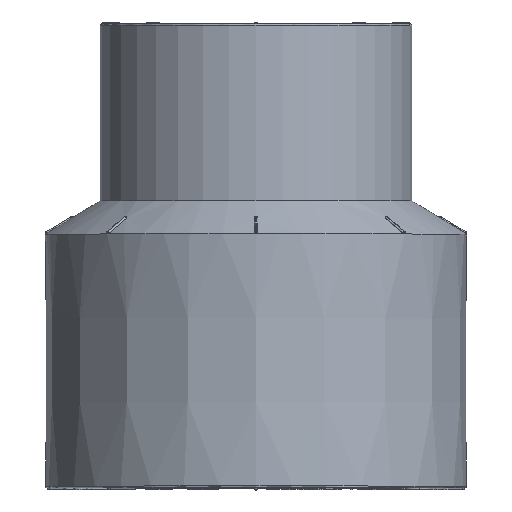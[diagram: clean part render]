
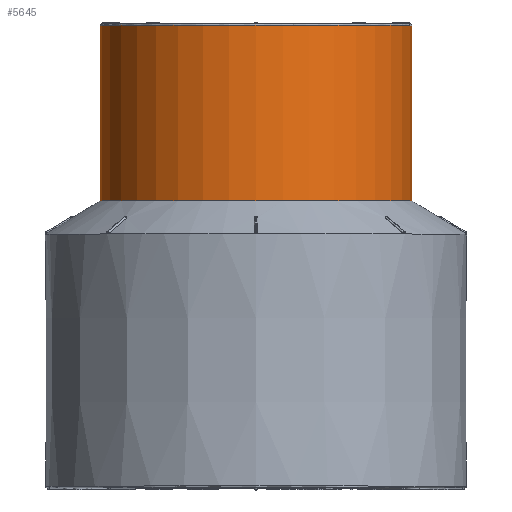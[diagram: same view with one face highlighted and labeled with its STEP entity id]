
A CAD part, top view. The second image highlights one B-rep face of the part: STEP entity #5645.
In plain terms, the highlighted cylindrical face has radius 23.35 mm (diameter 46.699 mm), a full revolution.
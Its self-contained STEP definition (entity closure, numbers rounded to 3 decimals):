
#225=CYLINDRICAL_SURFACE('',#26387,23.35);
#5645=ADVANCED_FACE('',(#9419,#9420),#225,.T.);
#9419=FACE_BOUND('',#9807,.T.);
#9420=FACE_BOUND('',#9808,.T.);
#9807=EDGE_LOOP('',(#12586));
#9808=EDGE_LOOP('',(#12587));
#12586=ORIENTED_EDGE('',*,*,#22661,.T.);
#12587=ORIENTED_EDGE('',*,*,#21732,.F.);
#19077=VERTEX_POINT('',#31862);
#19718=VERTEX_POINT('',#36871);
#21732=EDGE_CURVE('',#19077,#19077,#25776,.T.);
#22661=EDGE_CURVE('',#19718,#19718,#25833,.T.);
#25776=CIRCLE('',#26008,23.35);
#25833=CIRCLE('',#26370,23.35);
#26008=AXIS2_PLACEMENT_3D('',#31861,#27552,#27553);
#26370=AXIS2_PLACEMENT_3D('',#36870,#28566,#28567);
#26387=AXIS2_PLACEMENT_3D('',#36987,#28600,#28601);
#27552=DIRECTION('',(0.,-1.,0.));
#27553=DIRECTION('',(0.,0.,-1.));
#28566=DIRECTION('',(0.,-1.,0.));
#28567=DIRECTION('',(0.,0.,1.));
#28600=DIRECTION('',(0.,-1.,0.));
#28601=DIRECTION('',(0.,0.,-1.));
#31861=CARTESIAN_POINT('',(6864.912,367.393,0.));
#31862=CARTESIAN_POINT('',(6864.912,367.393,-23.35));
#36870=CARTESIAN_POINT('',(6864.912,393.643,0.));
#36871=CARTESIAN_POINT('',(6864.912,393.643,23.35));
#36987=CARTESIAN_POINT('',(6864.912,393.893,0.));
